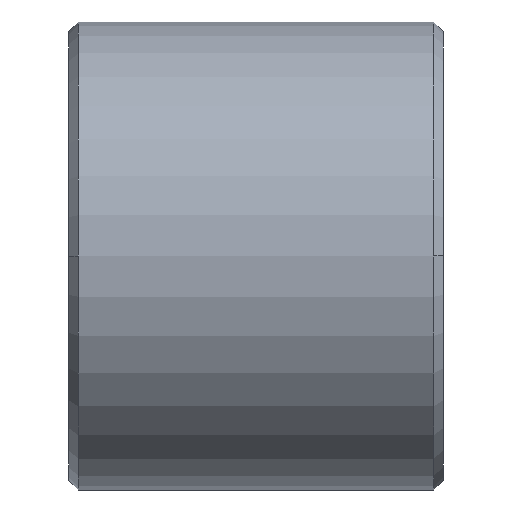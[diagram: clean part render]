
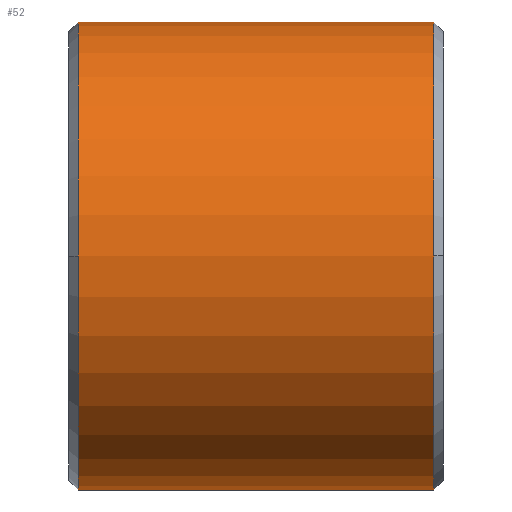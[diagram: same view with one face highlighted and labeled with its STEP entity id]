
A CAD part, front view. The second image highlights one B-rep face of the part: STEP entity #52.
In plain terms, the highlighted cylindrical face has radius 12.5 mm (diameter 25 mm), a partial arc.
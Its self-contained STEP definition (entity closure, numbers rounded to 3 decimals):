
#52=ADVANCED_FACE('',(#114),#115,.T.);
#114=FACE_OUTER_BOUND('',#185,.T.);
#115=CYLINDRICAL_SURFACE('',#186,12.5);
#185=EDGE_LOOP('',(#269,#270,#271,#272,#273,#274));
#186=AXIS2_PLACEMENT_3D('',#275,#276,#277);
#269=ORIENTED_EDGE('',*,*,#422,.T.);
#270=ORIENTED_EDGE('',*,*,#423,.T.);
#271=ORIENTED_EDGE('',*,*,#424,.T.);
#272=ORIENTED_EDGE('',*,*,#425,.T.);
#273=ORIENTED_EDGE('',*,*,#426,.T.);
#274=ORIENTED_EDGE('',*,*,#427,.T.);
#275=CARTESIAN_POINT('',(10.0,0.0,0.0));
#276=DIRECTION('',(1.0,0.0,0.0));
#277=DIRECTION('',(0.0,0.0,-1.0));
#422=EDGE_CURVE('',#496,#497,#498,.T.);
#423=EDGE_CURVE('',#497,#499,#500,.T.);
#424=EDGE_CURVE('',#499,#501,#502,.T.);
#425=EDGE_CURVE('',#501,#503,#504,.T.);
#426=EDGE_CURVE('',#503,#505,#506,.T.);
#427=EDGE_CURVE('',#505,#496,#507,.T.);
#496=VERTEX_POINT('',#592);
#497=VERTEX_POINT('',#593);
#498=LINE('',#594,#595);
#499=VERTEX_POINT('',#596);
#500=CIRCLE('',#597,12.5);
#501=VERTEX_POINT('',#598);
#502=CIRCLE('',#599,12.5);
#503=VERTEX_POINT('',#600);
#504=LINE('',#601,#602);
#505=VERTEX_POINT('',#603);
#506=CIRCLE('',#604,12.5);
#507=CIRCLE('',#605,12.5);
#592=CARTESIAN_POINT('',(0.5,0.,-12.5));
#593=CARTESIAN_POINT('',(19.5,0.,-12.5));
#594=CARTESIAN_POINT('',(10.0,0.,-12.5));
#595=VECTOR('',#695,1.0);
#596=CARTESIAN_POINT('',(19.5,-12.5,0.));
#597=AXIS2_PLACEMENT_3D('',#696,#697,#698);
#598=CARTESIAN_POINT('',(19.5,0.,12.5));
#599=AXIS2_PLACEMENT_3D('',#699,#700,#701);
#600=CARTESIAN_POINT('',(0.5,0.,12.5));
#601=CARTESIAN_POINT('',(10.0,0.,12.5));
#602=VECTOR('',#702,1.0);
#603=CARTESIAN_POINT('',(0.5,-12.5,0.));
#604=AXIS2_PLACEMENT_3D('',#703,#704,#705);
#605=AXIS2_PLACEMENT_3D('',#706,#707,#708);
#695=DIRECTION('',(1.0,0.0,0.0));
#696=CARTESIAN_POINT('',(19.5,0.0,0.0));
#697=DIRECTION('',(-1.0,0.0,0.));
#698=DIRECTION('',(0.,0.0,-1.0));
#699=CARTESIAN_POINT('',(19.5,0.0,0.0));
#700=DIRECTION('',(-1.0,0.0,0.));
#701=DIRECTION('',(0.,0.0,-1.0));
#702=DIRECTION('',(-1.0,-0.0,-0.0));
#703=CARTESIAN_POINT('',(0.5,0.0,0.0));
#704=DIRECTION('',(1.0,0.0,0.));
#705=DIRECTION('',(0.,0.0,-1.0));
#706=CARTESIAN_POINT('',(0.5,0.0,0.0));
#707=DIRECTION('',(1.0,0.0,0.));
#708=DIRECTION('',(0.,0.0,-1.0));
